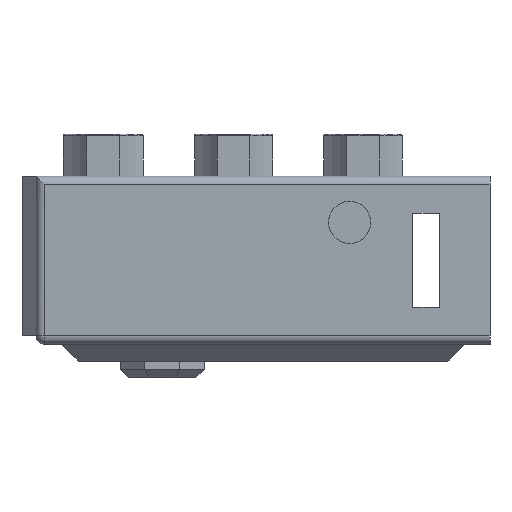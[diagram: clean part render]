
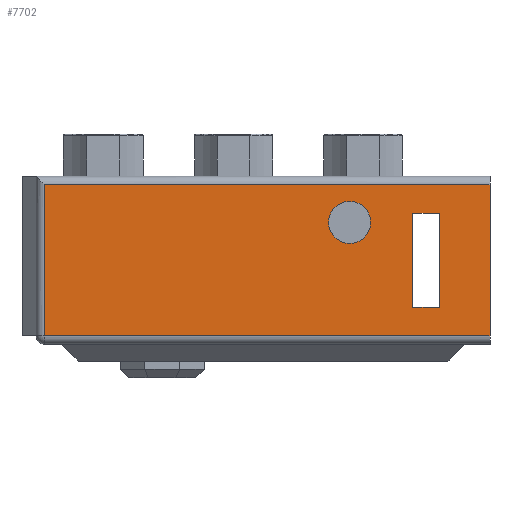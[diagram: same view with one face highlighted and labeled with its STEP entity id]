
A CAD part, left-side view. The second image highlights one B-rep face of the part: STEP entity #7702.
In plain terms, the highlighted planar face has unit normal (-1, 0, 0).
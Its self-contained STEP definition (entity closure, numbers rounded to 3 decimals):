
#12 = CARTESIAN_POINT ( 'NONE',  ( -16., -17.8, 15.6 ) ) ;
#65 = VECTOR ( 'NONE', #6087, 1000. ) ;
#166 = ORIENTED_EDGE ( 'NONE', *, *, #310, .F. ) ;
#251 = CARTESIAN_POINT ( 'NONE',  ( -16., 0., 15.6 ) ) ;
#310 = EDGE_CURVE ( 'NONE', #5920, #6094, #8422, .T. ) ;
#446 = DIRECTION ( 'NONE',  ( 0., 1., 0. ) ) ;
#469 = ORIENTED_EDGE ( 'NONE', *, *, #6711, .T. ) ;
#491 = DIRECTION ( 'NONE',  ( -1., 0., 0. ) ) ;
#577 = CARTESIAN_POINT ( 'NONE',  ( -16., 27., 20. ) ) ;
#581 = LINE ( 'NONE', #2719, #8549 ) ;
#652 = VERTEX_POINT ( 'NONE', #8399 ) ;
#705 = FACE_OUTER_BOUND ( 'NONE', #7885, .T. ) ;
#758 = CARTESIAN_POINT ( 'NONE',  ( -16., -27., 19. ) ) ;
#984 = EDGE_CURVE ( 'NONE', #4123, #1531, #1273, .T. ) ;
#985 = ORIENTED_EDGE ( 'NONE', *, *, #7556, .F. ) ;
#1273 = LINE ( 'NONE', #5890, #2275 ) ;
#1295 = EDGE_LOOP ( 'NONE', ( #6113, #1596, #8397, #1628 ) ) ;
#1528 = CARTESIAN_POINT ( 'NONE',  ( -16., -21., 15.6 ) ) ;
#1531 = VERTEX_POINT ( 'NONE', #2805 ) ;
#1580 = CIRCLE ( 'NONE', #2835, 2.5 ) ;
#1596 = ORIENTED_EDGE ( 'NONE', *, *, #5103, .F. ) ;
#1628 = ORIENTED_EDGE ( 'NONE', *, *, #5829, .T. ) ;
#1897 = DIRECTION ( 'NONE',  ( 0., -1., 0. ) ) ;
#2275 = VECTOR ( 'NONE', #4707, 1000. ) ;
#2416 = EDGE_LOOP ( 'NONE', ( #985, #166 ) ) ;
#2715 = DIRECTION ( 'NONE',  ( 0., 1., 0. ) ) ;
#2719 = CARTESIAN_POINT ( 'NONE',  ( -16., -21., 0. ) ) ;
#2805 = CARTESIAN_POINT ( 'NONE',  ( -16., 26., 19. ) ) ;
#2835 = AXIS2_PLACEMENT_3D ( 'NONE', #3669, #491, #446 ) ;
#2887 = LINE ( 'NONE', #4186, #3419 ) ;
#3117 = AXIS2_PLACEMENT_3D ( 'NONE', #4347, #5748, #8498 ) ;
#3236 = DIRECTION ( 'NONE',  ( 0., 0., 1. ) ) ;
#3405 = VECTOR ( 'NONE', #1897, 1000. ) ;
#3419 = VECTOR ( 'NONE', #3580, 1000. ) ;
#3427 = CARTESIAN_POINT ( 'NONE',  ( -16., -17.8, 0. ) ) ;
#3460 = EDGE_CURVE ( 'NONE', #4617, #652, #3773, .T. ) ;
#3579 = ORIENTED_EDGE ( 'NONE', *, *, #5234, .F. ) ;
#3580 = DIRECTION ( 'NONE',  ( 0., 0., -1. ) ) ;
#3658 = CARTESIAN_POINT ( 'NONE',  ( -16., 26., 1. ) ) ;
#3669 = CARTESIAN_POINT ( 'NONE',  ( -16., -10.302, 14.5 ) ) ;
#3734 = EDGE_CURVE ( 'NONE', #7699, #8185, #7540, .T. ) ;
#3767 = VERTEX_POINT ( 'NONE', #4167 ) ;
#3773 = LINE ( 'NONE', #7016, #5835 ) ;
#3800 = VECTOR ( 'NONE', #4756, 1000. ) ;
#3887 = FACE_BOUND ( 'NONE', #1295, .T. ) ;
#3938 = AXIS2_PLACEMENT_3D ( 'NONE', #577, #5895, #2715 ) ;
#4027 = ORIENTED_EDGE ( 'NONE', *, *, #6208, .T. ) ;
#4123 = VERTEX_POINT ( 'NONE', #758 ) ;
#4167 = CARTESIAN_POINT ( 'NONE',  ( -16., -27., 1. ) ) ;
#4186 = CARTESIAN_POINT ( 'NONE',  ( -16., 26., 20. ) ) ;
#4347 = CARTESIAN_POINT ( 'NONE',  ( -16., -10.302, 14.5 ) ) ;
#4617 = VERTEX_POINT ( 'NONE', #4681 ) ;
#4681 = CARTESIAN_POINT ( 'NONE',  ( -16., -17.8, 4.4 ) ) ;
#4707 = DIRECTION ( 'NONE',  ( 0., 1., 0. ) ) ;
#4715 = VECTOR ( 'NONE', #7451, 1000. ) ;
#4756 = DIRECTION ( 'NONE',  ( 0., 0., -1. ) ) ;
#5036 = ORIENTED_EDGE ( 'NONE', *, *, #984, .T. ) ;
#5103 = EDGE_CURVE ( 'NONE', #652, #8185, #581, .T. ) ;
#5234 = EDGE_CURVE ( 'NONE', #4123, #3767, #5627, .T. ) ;
#5301 = LINE ( 'NONE', #3427, #65 ) ;
#5627 = LINE ( 'NONE', #6367, #3800 ) ;
#5748 = DIRECTION ( 'NONE',  ( -1., 0., 0. ) ) ;
#5829 = EDGE_CURVE ( 'NONE', #4617, #7699, #5301, .T. ) ;
#5835 = VECTOR ( 'NONE', #7673, 1000. ) ;
#5890 = CARTESIAN_POINT ( 'NONE',  ( -16., 27., 19. ) ) ;
#5895 = DIRECTION ( 'NONE',  ( 1., 0., 0. ) ) ;
#5920 = VERTEX_POINT ( 'NONE', #8226 ) ;
#6087 = DIRECTION ( 'NONE',  ( 0., 0., 1. ) ) ;
#6094 = VERTEX_POINT ( 'NONE', #8438 ) ;
#6113 = ORIENTED_EDGE ( 'NONE', *, *, #3734, .T. ) ;
#6208 = EDGE_CURVE ( 'NONE', #8443, #3767, #7998, .T. ) ;
#6367 = CARTESIAN_POINT ( 'NONE',  ( -16., -27., 20. ) ) ;
#6686 = FACE_BOUND ( 'NONE', #2416, .T. ) ;
#6711 = EDGE_CURVE ( 'NONE', #1531, #8443, #2887, .T. ) ;
#7016 = CARTESIAN_POINT ( 'NONE',  ( -16., 0., 4.4 ) ) ;
#7304 = PLANE ( 'NONE',  #3938 ) ;
#7352 = CARTESIAN_POINT ( 'NONE',  ( -16., -27., 1. ) ) ;
#7451 = DIRECTION ( 'NONE',  ( 0., -1., 0. ) ) ;
#7540 = LINE ( 'NONE', #251, #4715 ) ;
#7556 = EDGE_CURVE ( 'NONE', #6094, #5920, #1580, .T. ) ;
#7673 = DIRECTION ( 'NONE',  ( 0., -1., 0. ) ) ;
#7699 = VERTEX_POINT ( 'NONE', #12 ) ;
#7702 = ADVANCED_FACE ( 'NONE', ( #6686, #705, #3887 ), #7304, .F. ) ;
#7885 = EDGE_LOOP ( 'NONE', ( #3579, #5036, #469, #4027 ) ) ;
#7998 = LINE ( 'NONE', #7352, #3405 ) ;
#8185 = VERTEX_POINT ( 'NONE', #1528 ) ;
#8226 = CARTESIAN_POINT ( 'NONE',  ( -16., -10.302, 17. ) ) ;
#8397 = ORIENTED_EDGE ( 'NONE', *, *, #3460, .F. ) ;
#8399 = CARTESIAN_POINT ( 'NONE',  ( -16., -21., 4.4 ) ) ;
#8422 = CIRCLE ( 'NONE', #3117, 2.5 ) ;
#8438 = CARTESIAN_POINT ( 'NONE',  ( -16., -10.302, 12. ) ) ;
#8443 = VERTEX_POINT ( 'NONE', #3658 ) ;
#8498 = DIRECTION ( 'NONE',  ( 0., 1., 0. ) ) ;
#8549 = VECTOR ( 'NONE', #3236, 1000. ) ;
